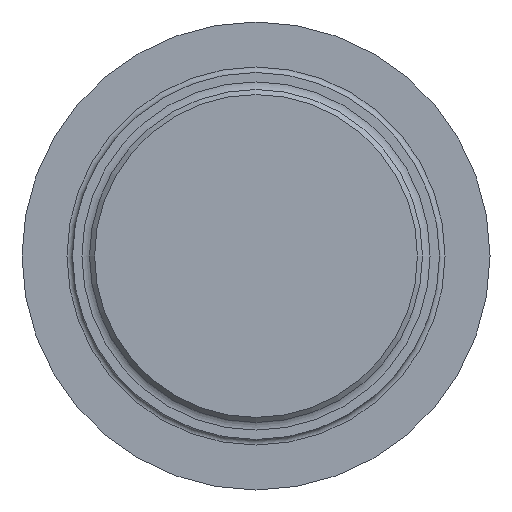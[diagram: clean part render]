
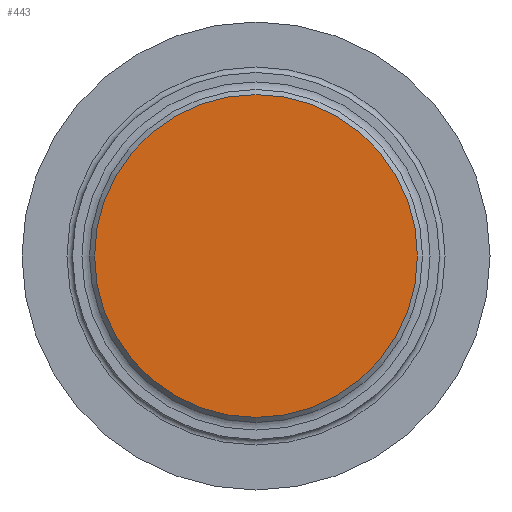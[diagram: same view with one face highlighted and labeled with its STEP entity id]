
A CAD part, front view. The second image highlights one B-rep face of the part: STEP entity #443.
In plain terms, the highlighted planar face has unit normal (0, -1, 0).
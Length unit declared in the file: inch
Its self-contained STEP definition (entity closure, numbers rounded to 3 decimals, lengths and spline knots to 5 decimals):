
#20=PLANE('',#543);
#58=FACE_OUTER_BOUND('',#82,.T.);
#82=EDGE_LOOP('',(#399,#400));
#117=CIRCLE('',#472,0.8675);
#118=CIRCLE('',#473,0.8675);
#174=VERTEX_POINT('',#728);
#175=VERTEX_POINT('',#730);
#224=EDGE_CURVE('',#174,#175,#117,.T.);
#225=EDGE_CURVE('',#175,#174,#118,.T.);
#399=ORIENTED_EDGE('',*,*,#225,.F.);
#400=ORIENTED_EDGE('',*,*,#224,.F.);
#443=ADVANCED_FACE('',(#58),#20,.F.);
#472=AXIS2_PLACEMENT_3D('',#731,#557,#558);
#473=AXIS2_PLACEMENT_3D('',#732,#559,#560);
#543=AXIS2_PLACEMENT_3D('',#858,#709,#710);
#557=DIRECTION('center_axis',(0.,1.,0.));
#558=DIRECTION('ref_axis',(0.,0.,1.));
#559=DIRECTION('center_axis',(0.,1.,0.));
#560=DIRECTION('ref_axis',(0.,0.,1.));
#709=DIRECTION('center_axis',(0.,1.,0.));
#710=DIRECTION('ref_axis',(0.,0.,1.));
#728=CARTESIAN_POINT('',(0.,-0.63,-0.8675));
#730=CARTESIAN_POINT('',(0.,-0.63,0.8675));
#731=CARTESIAN_POINT('Origin',(0.,-0.63,0.));
#732=CARTESIAN_POINT('Origin',(0.,-0.63,0.));
#858=CARTESIAN_POINT('Origin',(0.986,-0.63,0.));
